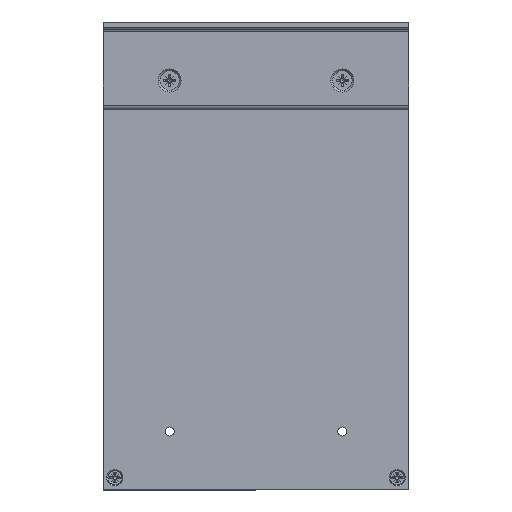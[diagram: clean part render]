
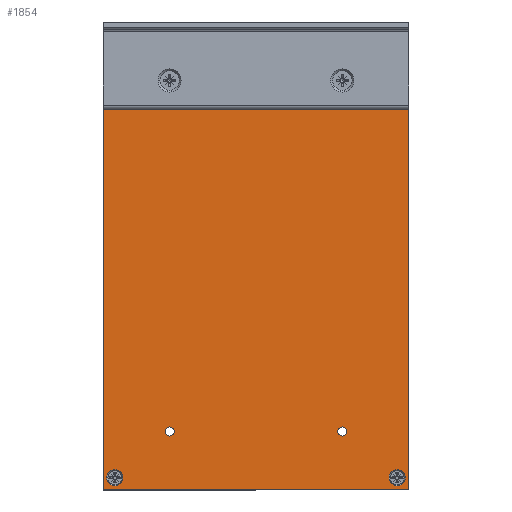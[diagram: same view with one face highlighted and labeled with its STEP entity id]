
A CAD part, front view. The second image highlights one B-rep face of the part: STEP entity #1854.
In plain terms, the highlighted planar face has unit normal (0, -1, 0).
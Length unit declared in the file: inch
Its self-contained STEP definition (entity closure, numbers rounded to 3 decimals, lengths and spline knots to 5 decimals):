
#589 = ORIENTED_EDGE ( 'NONE', *, *, #32873, .T. ) ;
#919 = CARTESIAN_POINT ( 'NONE',  ( 4.19241, -0.31353, 0. ) ) ;
#1480 = CARTESIAN_POINT ( 'NONE',  ( 3.99391, -0.31353, 7.6522 ) ) ;
#1854 = ADVANCED_FACE ( 'NONE', ( #2138, #30542, #24702, #15423, #20410, #44232, #34261, #53887, #21017 ), #30248, .T. ) ;
#2138 = FACE_BOUND ( 'NONE', #42986, .T. ) ;
#2945 = EDGE_CURVE ( 'NONE', #58619, #58619, #16604, .T. ) ;
#3137 = DIRECTION ( 'NONE',  ( 0., 1., 0. ) ) ;
#3451 = DIRECTION ( 'NONE',  ( 0., 0., 1. ) ) ;
#3779 = ORIENTED_EDGE ( 'NONE', *, *, #2945, .T. ) ;
#4815 = CARTESIAN_POINT ( 'NONE',  ( 3.05879, -0.31353, 7.07799 ) ) ;
#5374 = ORIENTED_EDGE ( 'NONE', *, *, #53258, .T. ) ;
#6189 = EDGE_LOOP ( 'NONE', ( #34479 ) ) ;
#6716 = DIRECTION ( 'NONE',  ( 0., -1., 0. ) ) ;
#6819 = EDGE_LOOP ( 'NONE', ( #7007 ) ) ;
#7007 = ORIENTED_EDGE ( 'NONE', *, *, #58793, .T. ) ;
#7072 = DIRECTION ( 'NONE',  ( 0., 0., -1. ) ) ;
#7517 = VERTEX_POINT ( 'NONE', #22063 ) ;
#7687 = VERTEX_POINT ( 'NONE', #16445 ) ;
#9117 = DIRECTION ( 'NONE',  ( 0., 1., 0. ) ) ;
#9449 = VERTEX_POINT ( 'NONE', #4815 ) ;
#10226 = EDGE_CURVE ( 'NONE', #9449, #9449, #40285, .T. ) ;
#10235 = VERTEX_POINT ( 'NONE', #48660 ) ;
#10684 = VERTEX_POINT ( 'NONE', #1480 ) ;
#11644 = ORIENTED_EDGE ( 'NONE', *, *, #13290, .T. ) ;
#13116 = EDGE_LOOP ( 'NONE', ( #44827 ) ) ;
#13117 = CARTESIAN_POINT ( 'NONE',  ( 4.19241, -0.31353, 0. ) ) ;
#13290 = EDGE_CURVE ( 'NONE', #10684, #10684, #32191, .T. ) ;
#14041 = DIRECTION ( 'NONE',  ( 0., 0., 1. ) ) ;
#14937 = AXIS2_PLACEMENT_3D ( 'NONE', #919, #6716, #43930 ) ;
#15386 = DIRECTION ( 'NONE',  ( 0., 0., 1. ) ) ;
#15423 = FACE_BOUND ( 'NONE', #45755, .T. ) ;
#15788 = VECTOR ( 'NONE', #59801, 39.37008 ) ;
#15892 = DIRECTION ( 'NONE',  ( 0., 1., 0. ) ) ;
#16445 = CARTESIAN_POINT ( 'NONE',  ( 0.10603, -0.31353, 1.07799 ) ) ;
#16604 = CIRCLE ( 'NONE', #17600, 0.1378 ) ;
#17113 = AXIS2_PLACEMENT_3D ( 'NONE', #53928, #28872, #14041 ) ;
#17566 = CARTESIAN_POINT ( 'NONE',  ( -1.02759, -0.31353, 8. ) ) ;
#17600 = AXIS2_PLACEMENT_3D ( 'NONE', #54332, #15892, #34732 ) ;
#18209 = CARTESIAN_POINT ( 'NONE',  ( 4.19241, -0.31353, 0. ) ) ;
#18900 = DIRECTION ( 'NONE',  ( 0., 0., 1. ) ) ;
#19590 = CARTESIAN_POINT ( 'NONE',  ( 4.19241, -0.31353, 8. ) ) ;
#19747 = AXIS2_PLACEMENT_3D ( 'NONE', #53668, #57132, #53045 ) ;
#19756 = CARTESIAN_POINT ( 'NONE',  ( 3.05879, -0.31353, 7. ) ) ;
#20370 = DIRECTION ( 'NONE',  ( 0., 1., 0. ) ) ;
#20410 = FACE_BOUND ( 'NONE', #50278, .T. ) ;
#21017 = FACE_OUTER_BOUND ( 'NONE', #60176, .T. ) ;
#21645 = CARTESIAN_POINT ( 'NONE',  ( -1.02759, -0.31353, 0. ) ) ;
#22063 = CARTESIAN_POINT ( 'NONE',  ( -1.02759, -0.31353, 0. ) ) ;
#23021 = EDGE_LOOP ( 'NONE', ( #58184 ) ) ;
#23344 = ORIENTED_EDGE ( 'NONE', *, *, #30305, .T. ) ;
#24315 = AXIS2_PLACEMENT_3D ( 'NONE', #42311, #9117, #56021 ) ;
#24702 = FACE_BOUND ( 'NONE', #6819, .T. ) ;
#25323 = EDGE_CURVE ( 'NONE', #46608, #46608, #51704, .T. ) ;
#26681 = VERTEX_POINT ( 'NONE', #59385 ) ;
#28872 = DIRECTION ( 'NONE',  ( 0., 1., 0. ) ) ;
#29090 = CARTESIAN_POINT ( 'NONE',  ( 3.99391, -0.31353, 0.0722 ) ) ;
#30248 = PLANE ( 'NONE',  #14937 ) ;
#30305 = EDGE_CURVE ( 'NONE', #10235, #10235, #38938, .T. ) ;
#30457 = CIRCLE ( 'NONE', #48273, 0.07799 ) ;
#30542 = FACE_BOUND ( 'NONE', #60810, .T. ) ;
#30923 = EDGE_CURVE ( 'NONE', #45861, #59729, #47772, .T. ) ;
#32191 = CIRCLE ( 'NONE', #24315, 0.1378 ) ;
#32873 = EDGE_CURVE ( 'NONE', #59729, #7517, #59508, .T. ) ;
#33293 = AXIS2_PLACEMENT_3D ( 'NONE', #19756, #20370, #15386 ) ;
#33732 = CARTESIAN_POINT ( 'NONE',  ( 3.05879, -0.31353, 1.07799 ) ) ;
#34261 = FACE_BOUND ( 'NONE', #23021, .T. ) ;
#34479 = ORIENTED_EDGE ( 'NONE', *, *, #10226, .T. ) ;
#34579 = VERTEX_POINT ( 'NONE', #53589 ) ;
#34732 = DIRECTION ( 'NONE',  ( 0., 0., -1. ) ) ;
#36611 = LINE ( 'NONE', #13117, #43836 ) ;
#37522 = EDGE_CURVE ( 'NONE', #7687, #7687, #30457, .T. ) ;
#37660 = ORIENTED_EDGE ( 'NONE', *, *, #47314, .T. ) ;
#38013 = CARTESIAN_POINT ( 'NONE',  ( 0.10603, -0.31353, 7.07799 ) ) ;
#38938 = CIRCLE ( 'NONE', #47913, 0.1378 ) ;
#38960 = DIRECTION ( 'NONE',  ( 0., 1., 0. ) ) ;
#40285 = CIRCLE ( 'NONE', #33293, 0.07799 ) ;
#40521 = DIRECTION ( 'NONE',  ( 0., 1., 0. ) ) ;
#42311 = CARTESIAN_POINT ( 'NONE',  ( 3.99391, -0.31353, 7.79 ) ) ;
#42986 = EDGE_LOOP ( 'NONE', ( #11644 ) ) ;
#43836 = VECTOR ( 'NONE', #61197, 39.37008 ) ;
#43930 = DIRECTION ( 'NONE',  ( 0., 0., -1. ) ) ;
#44232 = FACE_BOUND ( 'NONE', #6189, .T. ) ;
#44827 = ORIENTED_EDGE ( 'NONE', *, *, #25323, .T. ) ;
#45755 = EDGE_LOOP ( 'NONE', ( #3779 ) ) ;
#45861 = VERTEX_POINT ( 'NONE', #46156 ) ;
#45971 = ORIENTED_EDGE ( 'NONE', *, *, #30923, .T. ) ;
#46156 = CARTESIAN_POINT ( 'NONE',  ( 4.19241, -0.31353, 8. ) ) ;
#46608 = VERTEX_POINT ( 'NONE', #33732 ) ;
#47314 = EDGE_CURVE ( 'NONE', #7517, #26681, #36611, .T. ) ;
#47442 = EDGE_CURVE ( 'NONE', #57369, #57369, #55752, .T. ) ;
#47772 = LINE ( 'NONE', #19590, #59931 ) ;
#47913 = AXIS2_PLACEMENT_3D ( 'NONE', #55465, #40521, #7072 ) ;
#48273 = AXIS2_PLACEMENT_3D ( 'NONE', #57694, #38960, #18900 ) ;
#48660 = CARTESIAN_POINT ( 'NONE',  ( -0.82908, -0.31353, 7.6522 ) ) ;
#48729 = AXIS2_PLACEMENT_3D ( 'NONE', #56165, #3137, #3451 ) ;
#50278 = EDGE_LOOP ( 'NONE', ( #57367 ) ) ;
#51704 = CIRCLE ( 'NONE', #48729, 0.07799 ) ;
#53045 = DIRECTION ( 'NONE',  ( 0., 0., -1. ) ) ;
#53258 = EDGE_CURVE ( 'NONE', #26681, #45861, #61042, .T. ) ;
#53310 = VECTOR ( 'NONE', #55447, 39.37008 ) ;
#53589 = CARTESIAN_POINT ( 'NONE',  ( -0.82908, -0.31353, 0.0722 ) ) ;
#53668 = CARTESIAN_POINT ( 'NONE',  ( -0.82908, -0.31353, 0.21 ) ) ;
#53887 = FACE_BOUND ( 'NONE', #13116, .T. ) ;
#53928 = CARTESIAN_POINT ( 'NONE',  ( 0.10603, -0.31353, 7. ) ) ;
#54332 = CARTESIAN_POINT ( 'NONE',  ( 3.99391, -0.31353, 0.21 ) ) ;
#55447 = DIRECTION ( 'NONE',  ( 0., 0., -1. ) ) ;
#55465 = CARTESIAN_POINT ( 'NONE',  ( -0.82908, -0.31353, 7.79 ) ) ;
#55752 = CIRCLE ( 'NONE', #17113, 0.07799 ) ;
#56021 = DIRECTION ( 'NONE',  ( 0., 0., -1. ) ) ;
#56165 = CARTESIAN_POINT ( 'NONE',  ( 3.05879, -0.31353, 1. ) ) ;
#57132 = DIRECTION ( 'NONE',  ( 0., 1., 0. ) ) ;
#57367 = ORIENTED_EDGE ( 'NONE', *, *, #47442, .T. ) ;
#57369 = VERTEX_POINT ( 'NONE', #38013 ) ;
#57479 = DIRECTION ( 'NONE',  ( -1., 0., 0. ) ) ;
#57694 = CARTESIAN_POINT ( 'NONE',  ( 0.10603, -0.31353, 1. ) ) ;
#58184 = ORIENTED_EDGE ( 'NONE', *, *, #37522, .T. ) ;
#58619 = VERTEX_POINT ( 'NONE', #29090 ) ;
#58793 = EDGE_CURVE ( 'NONE', #34579, #34579, #59344, .T. ) ;
#59344 = CIRCLE ( 'NONE', #19747, 0.1378 ) ;
#59385 = CARTESIAN_POINT ( 'NONE',  ( 4.19241, -0.31353, 0. ) ) ;
#59508 = LINE ( 'NONE', #21645, #53310 ) ;
#59729 = VERTEX_POINT ( 'NONE', #17566 ) ;
#59801 = DIRECTION ( 'NONE',  ( 0., 0., 1. ) ) ;
#59931 = VECTOR ( 'NONE', #57479, 39.37008 ) ;
#60176 = EDGE_LOOP ( 'NONE', ( #5374, #45971, #589, #37660 ) ) ;
#60810 = EDGE_LOOP ( 'NONE', ( #23344 ) ) ;
#61042 = LINE ( 'NONE', #18209, #15788 ) ;
#61197 = DIRECTION ( 'NONE',  ( 1., 0., 0. ) ) ;
